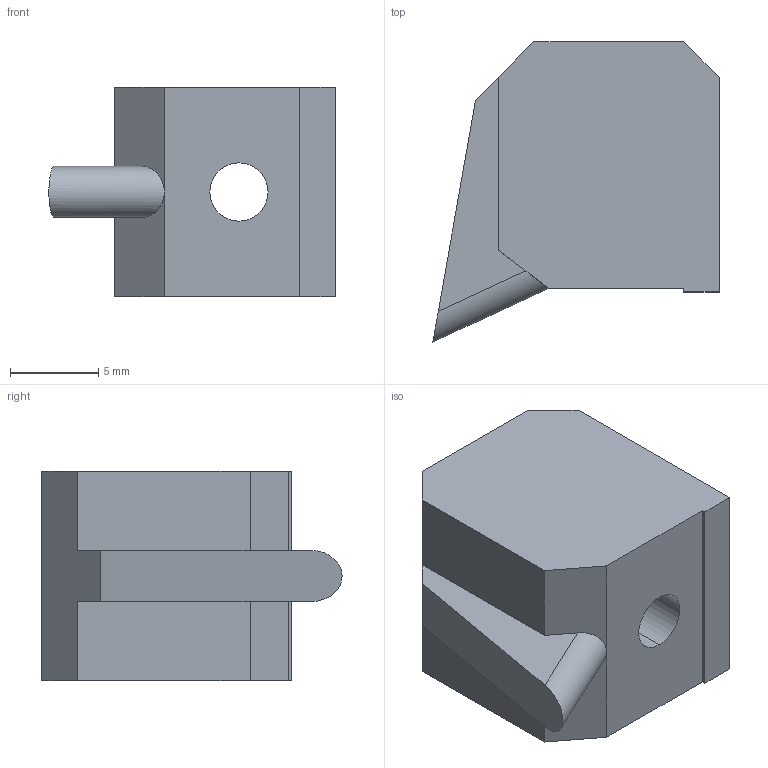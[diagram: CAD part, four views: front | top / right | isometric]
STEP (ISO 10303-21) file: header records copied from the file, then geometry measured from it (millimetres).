
FILE_DESCRIPTION (( 'STEP AP214' ), '1' );
FILE_NAME ('Porte_lame.STEP', '2023-10-04T12:36:34', ( '' ), ( '' ), 'SwSTEP 2.0', 'SolidWorks 2022', '' );
FILE_SCHEMA (( 'AUTOMOTIVE_DESIGN' ));
Length unit declared in the file: millimetre
Products named in the file (1): Porte_lame
Bounding box: 16.23 x 17.01 x 11.9 mm (x, y, z)
Volume: 1979.9 mm3; surface area: 1145.8 mm2
Topology: 1 solids, 1 shells, 19 faces, 50 edges, 33 vertices
Faces by surface type: plane 16, cylinder 3
Entity records: 640 total; most frequent: CARTESIAN_POINT 112, ORIENTED_EDGE 100, DIRECTION 91, EDGE_CURVE 50, VECTOR 43, LINE 43, VERTEX_POINT 33, AXIS2_PLACEMENT_3D 24
